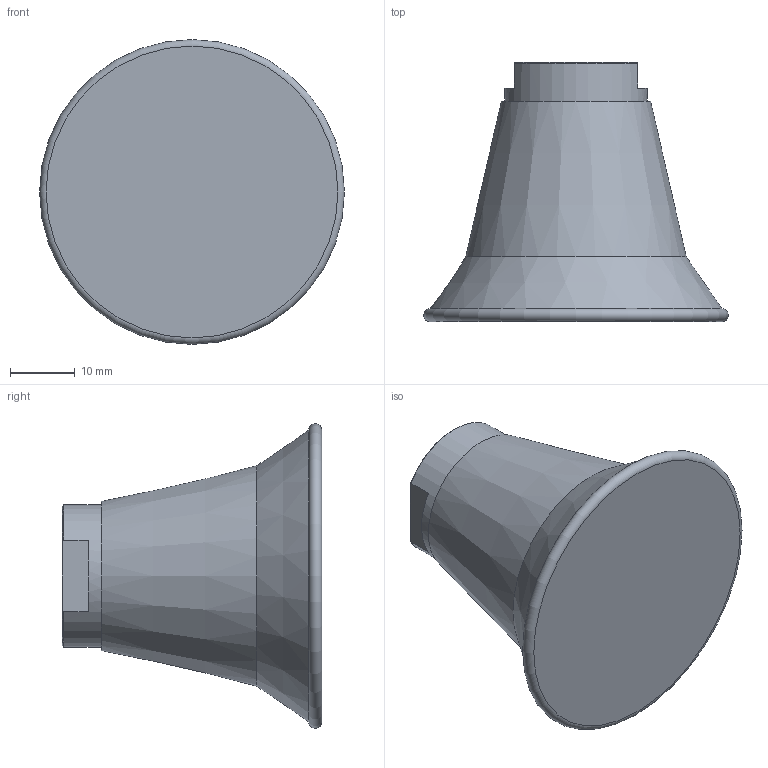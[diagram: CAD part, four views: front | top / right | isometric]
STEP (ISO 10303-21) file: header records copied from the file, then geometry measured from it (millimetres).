
FILE_DESCRIPTION(/* description */ (''),/* implementation_level */ '2;1');
FILE_NAME(/* name */ 'vsa45r3-8nit.stp',/* time_stamp */ '2020-10-06T15:45:16+02:00',/* author */ ('enginyeria'),/* organization */ (''),/* preprocessor_version */ 'ST-DEVELOPER v17.2',/* originating_system */ 'Autodesk Inventor 2019',/* authorisation */ '');
FILE_SCHEMA (('CONFIG_CONTROL_DESIGN'));
Length unit declared in the file: millimetre
Products named in the file (1): vsa45r3-8nit
Bounding box: 47 x 40 x 47 mm (x, y, z)
Volume: 29378.5 mm3; surface area: 6686.1 mm2
Topology: 1 solids, 1 shells, 16 faces, 41 edges, 29 vertices
Faces by surface type: plane 8, cone 5, cylinder 2, torus 1
Full cylindrical faces by diameter (mm): 14.95 x1, 22 x1
Entity records: 578 total; most frequent: DIRECTION 95, CARTESIAN_POINT 95, ORIENTED_EDGE 82, EDGE_CURVE 41, AXIS2_PLACEMENT_3D 41, VERTEX_POINT 29, CIRCLE 24, EDGE_LOOP 18
